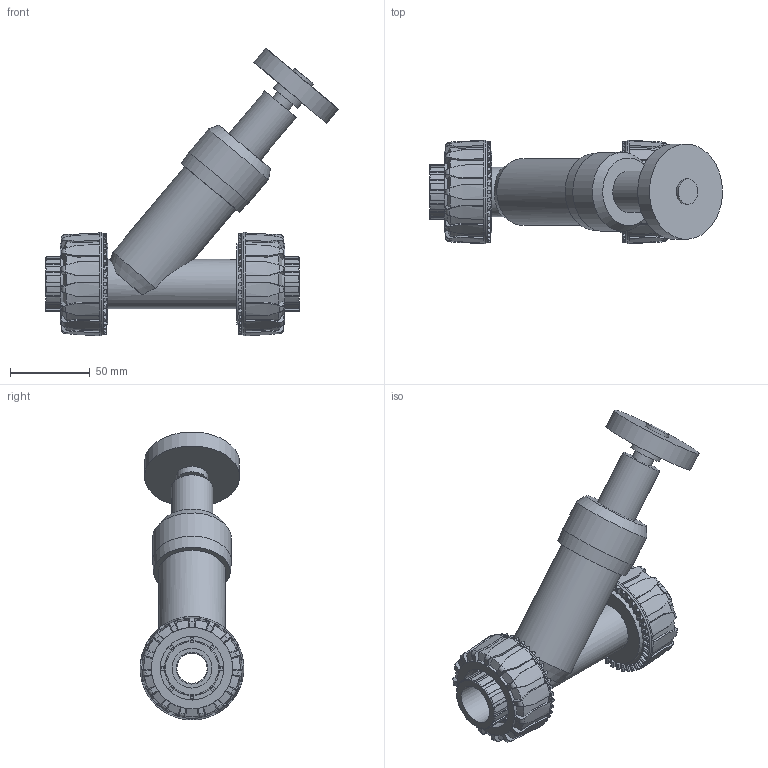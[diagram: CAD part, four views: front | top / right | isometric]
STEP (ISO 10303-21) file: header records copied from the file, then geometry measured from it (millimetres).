
FILE_DESCRIPTION(/* description */ (''),/* implementation_level */ '2;1');
FILE_NAME(/* name */ 'VVUIV025E.iam.stp',/* time_stamp */ '2013-10-01T10:43:50+02:00',/* author */ ('bfaro'),/* organization */ (''),/* preprocessor_version */ 'ST-DEVELOPER v15.2',/* originating_system */ 'Autodesk Inventor 2014',/* authorisation */ '');
FILE_SCHEMA (('AUTOMOTIVE_DESIGN { 1 0 10303 214 3 1 1 }'));
Length unit declared in the file: millimetre
Products named in the file (5): cassa RVU-V 25; ENDIV025; NTVKD025V; Volantino VV 25; VVUIV025E
Bounding box: 183.81 x 64.98 x 180.74 mm (x, y, z)
Volume: 368440.8 mm3; surface area: 103179.2 mm2
Topology: 7 solids, 7 shells, 1388 faces, 3850 edges, 2492 vertices
Faces by surface type: plane 665, cylinder 356, cone 289, torus 78
Full cylindrical faces by diameter (mm): 13 x1, 16 x1, 19 x1, 20 x4, 25 x2, 26 x1, 27 x1, 30 x1, 31 x1, 34.4 x2, 41.9 x1, 43.8 x2, 44.6 x2, 48.5 x2, 49.5 x1, 51 x2, 59.833 x1, 65 x2
Entity records: 24783 total; most frequent: CARTESIAN_POINT 6998, ORIENTED_EDGE 3846, DIRECTION 3688, EDGE_CURVE 1923, AXIS2_PLACEMENT_3D 1496, VERTEX_POINT 1260, EDGE_LOOP 759, ADVANCED_FACE 712
